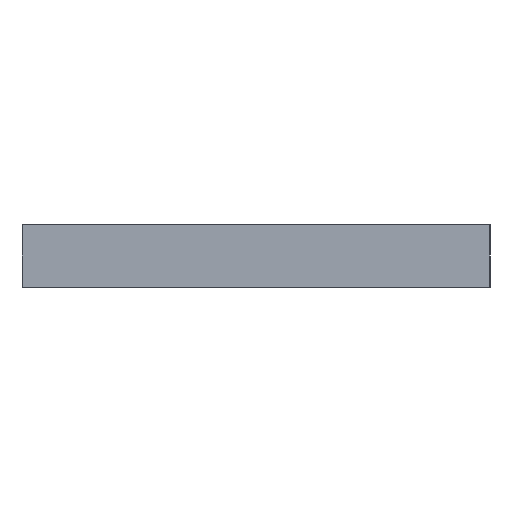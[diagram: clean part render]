
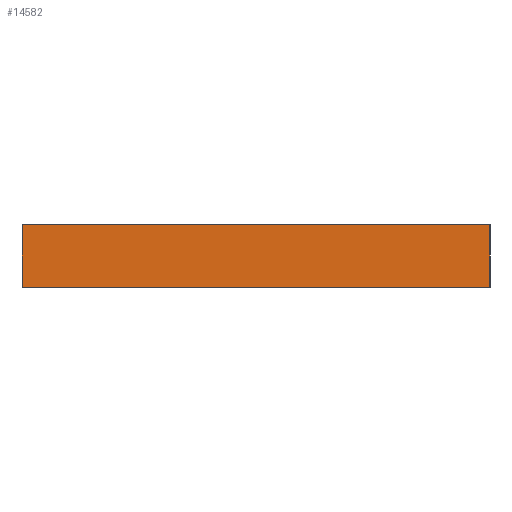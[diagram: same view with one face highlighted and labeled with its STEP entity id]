
A CAD part, left-side view. The second image highlights one B-rep face of the part: STEP entity #14582.
In plain terms, the highlighted planar face has unit normal (-1, 0, 0).
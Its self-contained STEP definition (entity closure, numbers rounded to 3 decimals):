
#84 = PLANE('',#85);
#85 = AXIS2_PLACEMENT_3D('',#86,#87,#88);
#86 = CARTESIAN_POINT('',(0.069,0.,1.6)
  );
#87 = DIRECTION('',(0.,0.,-1.));
#88 = DIRECTION('',(-1.,0.,0.));
#143 = PLANE('',#144);
#144 = AXIS2_PLACEMENT_3D('',#145,#146,#147);
#145 = CARTESIAN_POINT('',(0.069,0.,
    0.));
#146 = DIRECTION('',(0.,0.,-1.));
#147 = DIRECTION('',(-1.,0.,0.));
#373 = VERTEX_POINT('',#374);
#374 = CARTESIAN_POINT('',(-21.5,-6.,0.));
#388 = PLANE('',#389);
#389 = AXIS2_PLACEMENT_3D('',#390,#391,#392);
#390 = CARTESIAN_POINT('',(-21.5,-6.,0.));
#391 = DIRECTION('',(0.,1.,0.));
#392 = DIRECTION('',(1.,0.,0.));
#400 = EDGE_CURVE('',#401,#373,#403,.T.);
#401 = VERTEX_POINT('',#402);
#402 = CARTESIAN_POINT('',(-21.5,6.,0.));
#403 = SURFACE_CURVE('',#404,(#408,#415),.PCURVE_S1.);
#404 = LINE('',#405,#406);
#405 = CARTESIAN_POINT('',(-21.5,6.,0.));
#406 = VECTOR('',#407,1.);
#407 = DIRECTION('',(0.,-1.,0.));
#408 = PCURVE('',#143,#409);
#409 = DEFINITIONAL_REPRESENTATION('',(#410),#414);
#410 = LINE('',#411,#412);
#411 = CARTESIAN_POINT('',(21.569,6.));
#412 = VECTOR('',#413,1.);
#413 = DIRECTION('',(0.,-1.));
#414 = ( GEOMETRIC_REPRESENTATION_CONTEXT(2) 
PARAMETRIC_REPRESENTATION_CONTEXT() REPRESENTATION_CONTEXT('2D SPACE',''
  ) );
#415 = PCURVE('',#416,#421);
#416 = PLANE('',#417);
#417 = AXIS2_PLACEMENT_3D('',#418,#419,#420);
#418 = CARTESIAN_POINT('',(-21.5,6.,0.));
#419 = DIRECTION('',(1.,0.,0.));
#420 = DIRECTION('',(0.,-1.,0.));
#421 = DEFINITIONAL_REPRESENTATION('',(#422),#426);
#422 = LINE('',#423,#424);
#423 = CARTESIAN_POINT('',(0.,0.));
#424 = VECTOR('',#425,1.);
#425 = DIRECTION('',(1.,0.));
#426 = ( GEOMETRIC_REPRESENTATION_CONTEXT(2) 
PARAMETRIC_REPRESENTATION_CONTEXT() REPRESENTATION_CONTEXT('2D SPACE',''
  ) );
#444 = PLANE('',#445);
#445 = AXIS2_PLACEMENT_3D('',#446,#447,#448);
#446 = CARTESIAN_POINT('',(-18.4,6.,0.));
#447 = DIRECTION('',(0.,-1.,0.));
#448 = DIRECTION('',(-1.,0.,0.));
#7957 = VERTEX_POINT('',#7958);
#7958 = CARTESIAN_POINT('',(-21.5,-6.,1.6));
#7979 = EDGE_CURVE('',#7980,#7957,#7982,.T.);
#7980 = VERTEX_POINT('',#7981);
#7981 = CARTESIAN_POINT('',(-21.5,6.,1.6));
#7982 = SURFACE_CURVE('',#7983,(#7987,#7994),.PCURVE_S1.);
#7983 = LINE('',#7984,#7985);
#7984 = CARTESIAN_POINT('',(-21.5,6.,1.6));
#7985 = VECTOR('',#7986,1.);
#7986 = DIRECTION('',(0.,-1.,0.));
#7987 = PCURVE('',#84,#7988);
#7988 = DEFINITIONAL_REPRESENTATION('',(#7989),#7993);
#7989 = LINE('',#7990,#7991);
#7990 = CARTESIAN_POINT('',(21.569,6.));
#7991 = VECTOR('',#7992,1.);
#7992 = DIRECTION('',(0.,-1.));
#7993 = ( GEOMETRIC_REPRESENTATION_CONTEXT(2) 
PARAMETRIC_REPRESENTATION_CONTEXT() REPRESENTATION_CONTEXT('2D SPACE',''
  ) );
#7994 = PCURVE('',#416,#7995);
#7995 = DEFINITIONAL_REPRESENTATION('',(#7996),#8000);
#7996 = LINE('',#7997,#7998);
#7997 = CARTESIAN_POINT('',(0.,-1.6));
#7998 = VECTOR('',#7999,1.);
#7999 = DIRECTION('',(1.,0.));
#8000 = ( GEOMETRIC_REPRESENTATION_CONTEXT(2) 
PARAMETRIC_REPRESENTATION_CONTEXT() REPRESENTATION_CONTEXT('2D SPACE',''
  ) );
#14532 = EDGE_CURVE('',#373,#7957,#14533,.T.);
#14533 = SURFACE_CURVE('',#14534,(#14538,#14545),.PCURVE_S1.);
#14534 = LINE('',#14535,#14536);
#14535 = CARTESIAN_POINT('',(-21.5,-6.,0.));
#14536 = VECTOR('',#14537,1.);
#14537 = DIRECTION('',(0.,0.,1.));
#14538 = PCURVE('',#388,#14539);
#14539 = DEFINITIONAL_REPRESENTATION('',(#14540),#14544);
#14540 = LINE('',#14541,#14542);
#14541 = CARTESIAN_POINT('',(0.,0.));
#14542 = VECTOR('',#14543,1.);
#14543 = DIRECTION('',(0.,-1.));
#14544 = ( GEOMETRIC_REPRESENTATION_CONTEXT(2) 
PARAMETRIC_REPRESENTATION_CONTEXT() REPRESENTATION_CONTEXT('2D SPACE',''
  ) );
#14545 = PCURVE('',#416,#14546);
#14546 = DEFINITIONAL_REPRESENTATION('',(#14547),#14551);
#14547 = LINE('',#14548,#14549);
#14548 = CARTESIAN_POINT('',(12.,0.));
#14549 = VECTOR('',#14550,1.);
#14550 = DIRECTION('',(0.,-1.));
#14551 = ( GEOMETRIC_REPRESENTATION_CONTEXT(2) 
PARAMETRIC_REPRESENTATION_CONTEXT() REPRESENTATION_CONTEXT('2D SPACE',''
  ) );
#14582 = ADVANCED_FACE('',(#14583),#416,.F.);
#14583 = FACE_BOUND('',#14584,.F.);
#14584 = EDGE_LOOP('',(#14585,#14606,#14607,#14608));
#14585 = ORIENTED_EDGE('',*,*,#14586,.T.);
#14586 = EDGE_CURVE('',#401,#7980,#14587,.T.);
#14587 = SURFACE_CURVE('',#14588,(#14592,#14599),.PCURVE_S1.);
#14588 = LINE('',#14589,#14590);
#14589 = CARTESIAN_POINT('',(-21.5,6.,0.));
#14590 = VECTOR('',#14591,1.);
#14591 = DIRECTION('',(0.,0.,1.));
#14592 = PCURVE('',#416,#14593);
#14593 = DEFINITIONAL_REPRESENTATION('',(#14594),#14598);
#14594 = LINE('',#14595,#14596);
#14595 = CARTESIAN_POINT('',(0.,0.));
#14596 = VECTOR('',#14597,1.);
#14597 = DIRECTION('',(0.,-1.));
#14598 = ( GEOMETRIC_REPRESENTATION_CONTEXT(2) 
PARAMETRIC_REPRESENTATION_CONTEXT() REPRESENTATION_CONTEXT('2D SPACE',''
  ) );
#14599 = PCURVE('',#444,#14600);
#14600 = DEFINITIONAL_REPRESENTATION('',(#14601),#14605);
#14601 = LINE('',#14602,#14603);
#14602 = CARTESIAN_POINT('',(3.1,0.));
#14603 = VECTOR('',#14604,1.);
#14604 = DIRECTION('',(0.,-1.));
#14605 = ( GEOMETRIC_REPRESENTATION_CONTEXT(2) 
PARAMETRIC_REPRESENTATION_CONTEXT() REPRESENTATION_CONTEXT('2D SPACE',''
  ) );
#14606 = ORIENTED_EDGE('',*,*,#7979,.T.);
#14607 = ORIENTED_EDGE('',*,*,#14532,.F.);
#14608 = ORIENTED_EDGE('',*,*,#400,.F.);
